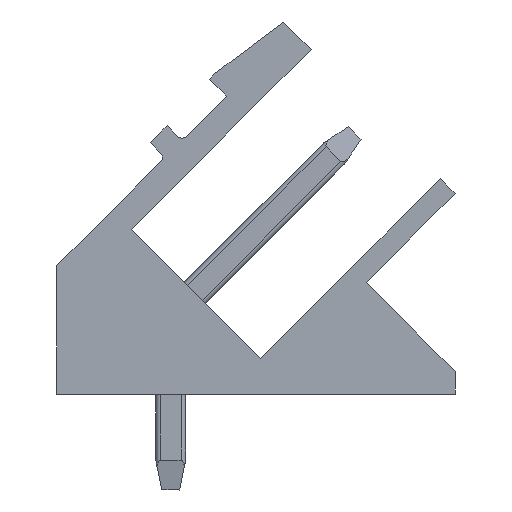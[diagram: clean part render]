
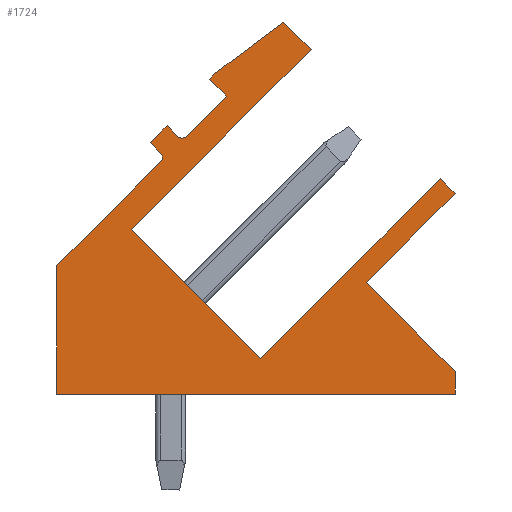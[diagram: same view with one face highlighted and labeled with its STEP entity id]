
A CAD part, left-side view. The second image highlights one B-rep face of the part: STEP entity #1724.
In plain terms, the highlighted planar face has unit normal (-1, 0, 0).
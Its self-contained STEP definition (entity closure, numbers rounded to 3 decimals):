
#837=AXIS2_PLACEMENT_3D('Circle Axis2P3D',#835,#836,$) ;
#961=AXIS2_PLACEMENT_3D('Circle Axis2P3D',#959,#960,$) ;
#1700=AXIS2_PLACEMENT_3D('Plane Axis2P3D',#1697,#1698,#1699) ;
#49=CARTESIAN_POINT('Vertex',(0.,6.505,4.385)) ;
#52=CARTESIAN_POINT('Line Origine',(0.,3.5,7.39)) ;
#56=CARTESIAN_POINT('Vertex',(0.,0.495,10.395)) ;
#87=CARTESIAN_POINT('Vertex',(0.,10.819,8.698)) ;
#90=CARTESIAN_POINT('Line Origine',(0.,8.662,6.541)) ;
#646=CARTESIAN_POINT('Vertex',(0.,4.808,14.708)) ;
#649=CARTESIAN_POINT('Line Origine',(0.,7.814,11.703)) ;
#677=CARTESIAN_POINT('Vertex',(0.,5.728,15.628)) ;
#680=CARTESIAN_POINT('Line Origine',(0.,5.268,15.168)) ;
#708=CARTESIAN_POINT('Vertex',(0.,7.99,13.931)) ;
#711=CARTESIAN_POINT('Line Origine',(0.,6.859,14.779)) ;
#739=CARTESIAN_POINT('Vertex',(0.,8.202,13.718)) ;
#742=CARTESIAN_POINT('Line Origine',(0.,8.096,13.824)) ;
#770=CARTESIAN_POINT('Vertex',(0.,7.637,13.153)) ;
#773=CARTESIAN_POINT('Line Origine',(0.,7.92,13.436)) ;
#801=CARTESIAN_POINT('Vertex',(0.,8.98,11.809)) ;
#804=CARTESIAN_POINT('Line Origine',(0.,8.309,12.481)) ;
#832=CARTESIAN_POINT('Vertex',(0.,9.263,11.809)) ;
#835=CARTESIAN_POINT('Axis2P3D Location',(0.,9.122,11.951)) ;
#863=CARTESIAN_POINT('Vertex',(0.,9.617,12.163)) ;
#866=CARTESIAN_POINT('Line Origine',(0.,9.44,11.986)) ;
#894=CARTESIAN_POINT('Vertex',(0.,10.182,11.597)) ;
#897=CARTESIAN_POINT('Line Origine',(0.,9.899,11.88)) ;
#925=CARTESIAN_POINT('Vertex',(0.,9.829,11.244)) ;
#928=CARTESIAN_POINT('Line Origine',(0.,10.006,11.42)) ;
#956=CARTESIAN_POINT('Vertex',(0.,9.829,10.961)) ;
#959=CARTESIAN_POINT('Axis2P3D Location',(0.,9.97,11.102)) ;
#982=CARTESIAN_POINT('Vertex',(0.,13.3,7.489)) ;
#985=CARTESIAN_POINT('Line Origine',(0.,11.564,9.225)) ;
#1013=CARTESIAN_POINT('Vertex',(0.,13.3,3.2)) ;
#1016=CARTESIAN_POINT('Line Origine',(0.,13.3,5.345)) ;
#1044=CARTESIAN_POINT('Vertex',(0.,0.,3.2)) ;
#1047=CARTESIAN_POINT('Line Origine',(0.,6.65,3.2)) ;
#1603=CARTESIAN_POINT('Vertex',(0.,0.,3.96)) ;
#1606=CARTESIAN_POINT('Line Origine',(0.,0.,3.58)) ;
#1634=CARTESIAN_POINT('Vertex',(0.,2.97,6.93)) ;
#1637=CARTESIAN_POINT('Line Origine',(0.,1.485,5.445)) ;
#1665=CARTESIAN_POINT('Vertex',(0.,0.,9.9)) ;
#1668=CARTESIAN_POINT('Line Origine',(0.,1.485,8.415)) ;
#1685=CARTESIAN_POINT('Line Origine',(0.,0.247,10.147)) ;
#1697=CARTESIAN_POINT('Axis2P3D Location',(0.,0.,0.)) ;
#53=DIRECTION('Vector Direction',(0.,0.707,-0.707)) ;
#91=DIRECTION('Vector Direction',(0.,-0.707,-0.707)) ;
#650=DIRECTION('Vector Direction',(0.,-0.707,0.707)) ;
#681=DIRECTION('Vector Direction',(0.,-0.707,-0.707)) ;
#712=DIRECTION('Vector Direction',(0.,-0.8,0.6)) ;
#743=DIRECTION('Vector Direction',(0.,-0.707,0.707)) ;
#774=DIRECTION('Vector Direction',(0.,0.707,0.707)) ;
#805=DIRECTION('Vector Direction',(0.,-0.707,0.707)) ;
#836=DIRECTION('Axis2P3D Direction',(-1.,0.,0.)) ;
#867=DIRECTION('Vector Direction',(0.,-0.707,-0.707)) ;
#898=DIRECTION('Vector Direction',(0.,-0.707,0.707)) ;
#929=DIRECTION('Vector Direction',(0.,0.707,0.707)) ;
#960=DIRECTION('Axis2P3D Direction',(-1.,0.,0.)) ;
#986=DIRECTION('Vector Direction',(0.,-0.707,0.707)) ;
#1017=DIRECTION('Vector Direction',(0.,0.,1.)) ;
#1048=DIRECTION('Vector Direction',(0.,1.,0.)) ;
#1607=DIRECTION('Vector Direction',(0.,0.,-1.)) ;
#1638=DIRECTION('Vector Direction',(0.,-0.707,-0.707)) ;
#1669=DIRECTION('Vector Direction',(0.,0.707,-0.707)) ;
#1686=DIRECTION('Vector Direction',(0.,-0.707,-0.707)) ;
#1698=DIRECTION('Axis2P3D Direction',(-1.,0.,0.)) ;
#1699=DIRECTION('Axis2P3D XDirection',(0.,0.,1.)) ;
#54=VECTOR('Line Direction',#53,1.) ;
#92=VECTOR('Line Direction',#91,1.) ;
#651=VECTOR('Line Direction',#650,1.) ;
#682=VECTOR('Line Direction',#681,1.) ;
#713=VECTOR('Line Direction',#712,1.) ;
#744=VECTOR('Line Direction',#743,1.) ;
#775=VECTOR('Line Direction',#774,1.) ;
#806=VECTOR('Line Direction',#805,1.) ;
#868=VECTOR('Line Direction',#867,1.) ;
#899=VECTOR('Line Direction',#898,1.) ;
#930=VECTOR('Line Direction',#929,1.) ;
#987=VECTOR('Line Direction',#986,1.) ;
#1018=VECTOR('Line Direction',#1017,1.) ;
#1049=VECTOR('Line Direction',#1048,1.) ;
#1608=VECTOR('Line Direction',#1607,1.) ;
#1639=VECTOR('Line Direction',#1638,1.) ;
#1670=VECTOR('Line Direction',#1669,1.) ;
#1687=VECTOR('Line Direction',#1686,1.) ;
#1703=ORIENTED_EDGE('',*,*,#58,.T.) ;
#1704=ORIENTED_EDGE('',*,*,#94,.T.) ;
#1705=ORIENTED_EDGE('',*,*,#653,.T.) ;
#1706=ORIENTED_EDGE('',*,*,#684,.T.) ;
#1707=ORIENTED_EDGE('',*,*,#715,.T.) ;
#1708=ORIENTED_EDGE('',*,*,#746,.T.) ;
#1709=ORIENTED_EDGE('',*,*,#777,.T.) ;
#1710=ORIENTED_EDGE('',*,*,#808,.T.) ;
#1711=ORIENTED_EDGE('',*,*,#839,.T.) ;
#1712=ORIENTED_EDGE('',*,*,#870,.T.) ;
#1713=ORIENTED_EDGE('',*,*,#901,.T.) ;
#1714=ORIENTED_EDGE('',*,*,#932,.T.) ;
#1715=ORIENTED_EDGE('',*,*,#963,.T.) ;
#1716=ORIENTED_EDGE('',*,*,#989,.T.) ;
#1717=ORIENTED_EDGE('',*,*,#1020,.T.) ;
#1718=ORIENTED_EDGE('',*,*,#1051,.T.) ;
#1719=ORIENTED_EDGE('',*,*,#1610,.T.) ;
#1720=ORIENTED_EDGE('',*,*,#1641,.T.) ;
#1721=ORIENTED_EDGE('',*,*,#1672,.T.) ;
#1722=ORIENTED_EDGE('',*,*,#1689,.T.) ;
#1724=ADVANCED_FACE('Housing',(#1723),#1701,.T.) ;
#838=CIRCLE('generated circle',#837,0.2) ;
#962=CIRCLE('generated circle',#961,0.2) ;
#58=EDGE_CURVE('',#57,#50,#55,.T.) ;
#94=EDGE_CURVE('',#50,#88,#93,.F.) ;
#653=EDGE_CURVE('',#88,#647,#652,.T.) ;
#684=EDGE_CURVE('',#647,#678,#683,.F.) ;
#715=EDGE_CURVE('',#678,#709,#714,.F.) ;
#746=EDGE_CURVE('',#709,#740,#745,.F.) ;
#777=EDGE_CURVE('',#740,#771,#776,.F.) ;
#808=EDGE_CURVE('',#771,#802,#807,.F.) ;
#839=EDGE_CURVE('',#802,#833,#838,.F.) ;
#870=EDGE_CURVE('',#833,#864,#869,.F.) ;
#901=EDGE_CURVE('',#864,#895,#900,.F.) ;
#932=EDGE_CURVE('',#895,#926,#931,.F.) ;
#963=EDGE_CURVE('',#926,#957,#962,.F.) ;
#989=EDGE_CURVE('',#957,#983,#988,.F.) ;
#1020=EDGE_CURVE('',#983,#1014,#1019,.F.) ;
#1051=EDGE_CURVE('',#1014,#1045,#1050,.F.) ;
#1610=EDGE_CURVE('',#1045,#1604,#1609,.F.) ;
#1641=EDGE_CURVE('',#1604,#1635,#1640,.F.) ;
#1672=EDGE_CURVE('',#1635,#1666,#1671,.F.) ;
#1689=EDGE_CURVE('',#1666,#57,#1688,.F.) ;
#1702=EDGE_LOOP('',(#1703,#1704,#1705,#1706,#1707,#1708,#1709,#1710,#1711,#1712,#1713,#1714,#1715,#1716,#1717,#1718,#1719,#1720,#1721,#1722)) ;
#1723=FACE_OUTER_BOUND('',#1702,.T.) ;
#55=LINE('Line',#52,#54) ;
#93=LINE('Line',#90,#92) ;
#652=LINE('Line',#649,#651) ;
#683=LINE('Line',#680,#682) ;
#714=LINE('Line',#711,#713) ;
#745=LINE('Line',#742,#744) ;
#776=LINE('Line',#773,#775) ;
#807=LINE('Line',#804,#806) ;
#869=LINE('Line',#866,#868) ;
#900=LINE('Line',#897,#899) ;
#931=LINE('Line',#928,#930) ;
#988=LINE('Line',#985,#987) ;
#1019=LINE('Line',#1016,#1018) ;
#1050=LINE('Line',#1047,#1049) ;
#1609=LINE('Line',#1606,#1608) ;
#1640=LINE('Line',#1637,#1639) ;
#1671=LINE('Line',#1668,#1670) ;
#1688=LINE('Line',#1685,#1687) ;
#1701=PLANE('',#1700) ;
#50=VERTEX_POINT('',#49) ;
#57=VERTEX_POINT('',#56) ;
#88=VERTEX_POINT('',#87) ;
#647=VERTEX_POINT('',#646) ;
#678=VERTEX_POINT('',#677) ;
#709=VERTEX_POINT('',#708) ;
#740=VERTEX_POINT('',#739) ;
#771=VERTEX_POINT('',#770) ;
#802=VERTEX_POINT('',#801) ;
#833=VERTEX_POINT('',#832) ;
#864=VERTEX_POINT('',#863) ;
#895=VERTEX_POINT('',#894) ;
#926=VERTEX_POINT('',#925) ;
#957=VERTEX_POINT('',#956) ;
#983=VERTEX_POINT('',#982) ;
#1014=VERTEX_POINT('',#1013) ;
#1045=VERTEX_POINT('',#1044) ;
#1604=VERTEX_POINT('',#1603) ;
#1635=VERTEX_POINT('',#1634) ;
#1666=VERTEX_POINT('',#1665) ;
